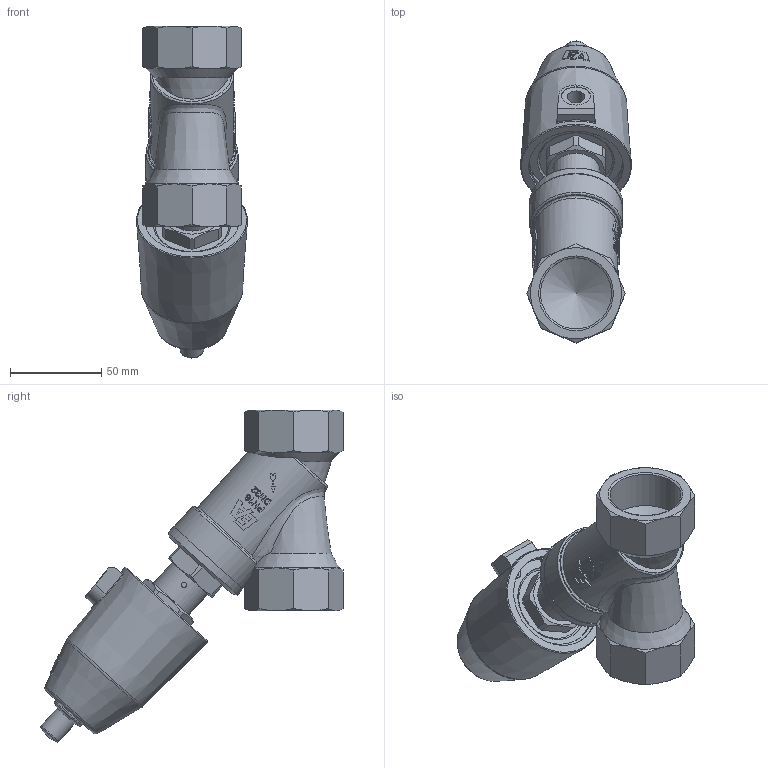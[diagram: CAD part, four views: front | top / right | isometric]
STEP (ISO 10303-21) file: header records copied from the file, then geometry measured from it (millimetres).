
FILE_DESCRIPTION(/* description */ ('DG2D1221032'),/* implementation_level */ '2;1');
FILE_NAME(/* name */ 'DG2D1221032_OS.stp',/* time_stamp */ '2022-01-27T07:40:49+01:00',/* author */ ('hois'),/* organization */ (''),/* preprocessor_version */ 'ST-DEVELOPER v18.1',/* originating_system */ 'Autodesk Inventor 2020',/* authorisation */ '');
FILE_SCHEMA (('AUTOMOTIVE_DESIGN { 1 0 10303 214 3 1 1 }'));
Length unit declared in the file: millimetre
Products named in the file (7): DG2D1221032; GGS0032.22.0033-GM; ETG0032.13.0293; DIN0472-56x2; SZY0500.17.0142; DER0520.06.0032; VST1415.08.0023
Assembly tree (6 placements, depth 2):
  DG2D1221032
    GGS0032.22.0033-GM
    ETG0032.13.0293
    DIN0472-56x2
    SZY0500.17.0142
    DER0520.06.0032
    VST1415.08.0023
Bounding box: 60.94 x 165.68 x 181.98 mm (x, y, z)
Volume: 293885.6 mm3; surface area: 89338.6 mm2
Topology: 6 solids, 6 shells, 552 faces, 1495 edges, 998 vertices
Faces by surface type: plane 263, bspline 112, cylinder 92, cone 64, torus 20, sphere 1
Full cylindrical faces by diameter (mm): 1.5 x1, 2.5 x2, 3 x1, 8.7 x1, 9.8 x1, 11 x1, 12 x2, 12.376 x1, 13 x1, 14 x2, 16 x1, 20 x1, 24.5 x1, 25.5 x1, 26 x1, 38.9 x1, 38.952 x3, 41.91 x1, 43 x1, 45.5 x1, 50 x1, 50.5 x1, 51 x2, 52 x3, 55.5 x1
Entity records: 24001 total; most frequent: CARTESIAN_POINT 10337, ORIENTED_EDGE 2984, DIRECTION 2618, EDGE_CURVE 1492, AXIS2_PLACEMENT_3D 1047, VERTEX_POINT 998, EDGE_LOOP 614, FACE_OUTER_BOUND 552
